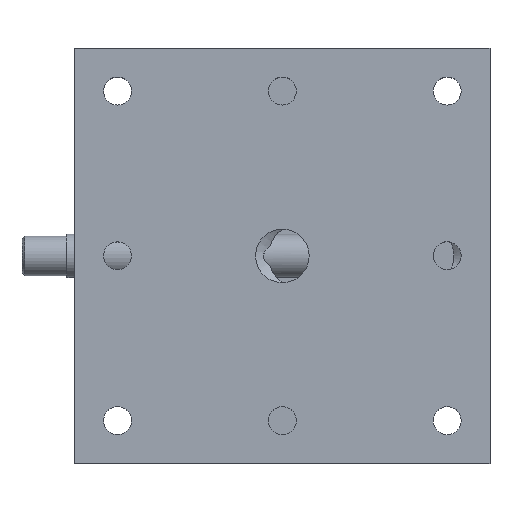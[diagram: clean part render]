
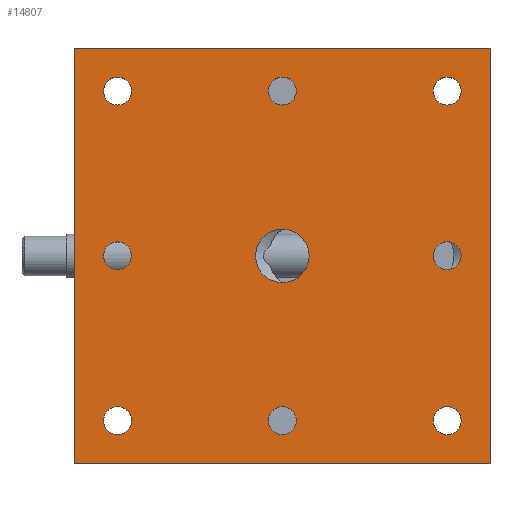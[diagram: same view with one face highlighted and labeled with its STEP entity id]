
A CAD part, top view. The second image highlights one B-rep face of the part: STEP entity #14807.
In plain terms, the highlighted planar face has unit normal (0, 0, 1).
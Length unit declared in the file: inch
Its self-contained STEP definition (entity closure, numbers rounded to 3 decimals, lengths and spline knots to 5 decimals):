
#967=DIRECTION('',(0.,-1.,0.));
#968=VECTOR('',#967,1.5748);
#969=CARTESIAN_POINT('',(0.7874,0.7874,
0.70922));
#970=LINE('',#969,#968);
#1163=DIRECTION('',(-1.,0.,0.));
#1164=VECTOR('',#1163,1.5748);
#1165=CARTESIAN_POINT('',(0.7874,-0.7874,
0.70922));
#1166=LINE('',#1165,#1164);
#1246=CARTESIAN_POINT('',(-0.62534,0.,
0.70922));
#1247=DIRECTION('',(0.,0.,-1.));
#1248=DIRECTION('',(0.,1.,0.));
#1249=AXIS2_PLACEMENT_3D('',#1246,#1247,#1248);
#1254=CARTESIAN_POINT('',(-0.62534,0.,
0.70922));
#1255=DIRECTION('',(0.,0.,-1.));
#1256=DIRECTION('',(0.,-1.,0.));
#1257=AXIS2_PLACEMENT_3D('',#1254,#1255,#1256);
#1262=CARTESIAN_POINT('',(-0.625,-0.625,0.70922));
#1263=DIRECTION('',(0.,0.,-1.));
#1264=DIRECTION('',(0.,1.,0.));
#1265=AXIS2_PLACEMENT_3D('',#1262,#1263,#1264);
#1270=CARTESIAN_POINT('',(-0.625,-0.625,0.70922));
#1271=DIRECTION('',(0.,0.,-1.));
#1272=DIRECTION('',(0.,-1.,0.));
#1273=AXIS2_PLACEMENT_3D('',#1270,#1271,#1272);
#1278=CARTESIAN_POINT('',(0.,-0.625,0.70922));
#1279=DIRECTION('',(0.,0.,-1.));
#1280=DIRECTION('',(0.,1.,0.));
#1281=AXIS2_PLACEMENT_3D('',#1278,#1279,#1280);
#1286=CARTESIAN_POINT('',(0.,-0.625,0.70922));
#1287=DIRECTION('',(0.,0.,-1.));
#1288=DIRECTION('',(0.,-1.,0.));
#1289=AXIS2_PLACEMENT_3D('',#1286,#1287,#1288);
#1294=CARTESIAN_POINT('',(-0.625,0.625,0.70922));
#1295=DIRECTION('',(0.,0.,-1.));
#1296=DIRECTION('',(0.,1.,0.));
#1297=AXIS2_PLACEMENT_3D('',#1294,#1295,#1296);
#1302=CARTESIAN_POINT('',(-0.625,0.625,0.70922));
#1303=DIRECTION('',(0.,0.,-1.));
#1304=DIRECTION('',(0.,-1.,0.));
#1305=AXIS2_PLACEMENT_3D('',#1302,#1303,#1304);
#1310=CARTESIAN_POINT('',(0.,0.625,0.70922));
#1311=DIRECTION('',(0.,0.,-1.));
#1312=DIRECTION('',(0.,1.,0.));
#1313=AXIS2_PLACEMENT_3D('',#1310,#1311,#1312);
#1318=CARTESIAN_POINT('',(0.,0.625,0.70922));
#1319=DIRECTION('',(0.,0.,-1.));
#1320=DIRECTION('',(0.,-1.,0.));
#1321=AXIS2_PLACEMENT_3D('',#1318,#1319,#1320);
#1326=CARTESIAN_POINT('',(0.625,0.0004,0.70922));
#1327=DIRECTION('',(0.,0.,-1.));
#1328=DIRECTION('',(0.,1.,0.));
#1329=AXIS2_PLACEMENT_3D('',#1326,#1327,#1328);
#1334=CARTESIAN_POINT('',(0.625,0.0004,0.70922));
#1335=DIRECTION('',(0.,0.,-1.));
#1336=DIRECTION('',(0.,-1.,0.));
#1337=AXIS2_PLACEMENT_3D('',#1334,#1335,#1336);
#1342=CARTESIAN_POINT('',(0.625,-0.625,0.70922));
#1343=DIRECTION('',(0.,0.,-1.));
#1344=DIRECTION('',(0.,1.,0.));
#1345=AXIS2_PLACEMENT_3D('',#1342,#1343,#1344);
#1350=CARTESIAN_POINT('',(0.625,-0.625,0.70922));
#1351=DIRECTION('',(0.,0.,-1.));
#1352=DIRECTION('',(0.,-1.,0.));
#1353=AXIS2_PLACEMENT_3D('',#1350,#1351,#1352);
#1358=CARTESIAN_POINT('',(0.,0.,0.70922));
#1359=DIRECTION('',(0.,0.,-1.));
#1360=DIRECTION('',(0.,1.,0.));
#1361=AXIS2_PLACEMENT_3D('',#1358,#1359,#1360);
#1366=CARTESIAN_POINT('',(0.,0.,0.70922));
#1367=DIRECTION('',(0.,0.,-1.));
#1368=DIRECTION('',(0.,-1.,0.));
#1369=AXIS2_PLACEMENT_3D('',#1366,#1367,#1368);
#1374=CARTESIAN_POINT('',(0.625,0.625,0.70922));
#1375=DIRECTION('',(0.,0.,-1.));
#1376=DIRECTION('',(0.,1.,0.));
#1377=AXIS2_PLACEMENT_3D('',#1374,#1375,#1376);
#1382=CARTESIAN_POINT('',(0.625,0.625,0.70922));
#1383=DIRECTION('',(0.,0.,-1.));
#1384=DIRECTION('',(0.,-1.,0.));
#1385=AXIS2_PLACEMENT_3D('',#1382,#1383,#1384);
#1390=DIRECTION('',(0.,-1.,0.));
#1391=VECTOR('',#1390,1.5748);
#1392=CARTESIAN_POINT('',(-0.7874,0.7874,
0.70922));
#1393=LINE('',#1392,#1391);
#5339=DIRECTION('',(1.,0.,0.));
#5340=VECTOR('',#5339,1.5748);
#5341=CARTESIAN_POINT('',(-0.7874,0.7874,
0.70922));
#5342=LINE('',#5341,#5340);
#12483=CARTESIAN_POINT('',(0.,0.1015,0.70922));
#12484=VERTEX_POINT('',#12483);
#12583=CARTESIAN_POINT('',(0.,-0.1015,0.70922));
#12584=VERTEX_POINT('',#12583);
#12697=CARTESIAN_POINT('',(-0.62534,-0.053,
0.70922));
#12698=VERTEX_POINT('',#12697);
#12699=CARTESIAN_POINT('',(-0.62534,0.053,
0.70922));
#12700=VERTEX_POINT('',#12699);
#12789=CARTESIAN_POINT('',(0.625,-0.0526,0.70922));
#12790=VERTEX_POINT('',#12789);
#12791=CARTESIAN_POINT('',(0.625,0.0534,0.70922));
#12792=VERTEX_POINT('',#12791);
#12827=CARTESIAN_POINT('',(0.7874,-0.7874,
0.70922));
#12828=VERTEX_POINT('',#12827);
#12877=CARTESIAN_POINT('',(-0.7874,-0.7874,
0.70922));
#12878=VERTEX_POINT('',#12877);
#12894=CARTESIAN_POINT('',(0.7874,0.7874,
0.70922));
#12895=VERTEX_POINT('',#12894);
#12903=CARTESIAN_POINT('',(0.625,0.678,0.70922));
#12905=VERTEX_POINT('',#12903);
#12940=CARTESIAN_POINT('',(-0.7874,0.7874,
0.70922));
#12941=VERTEX_POINT('',#12940);
#12961=CARTESIAN_POINT('',(0.625,-0.572,0.70922));
#12963=VERTEX_POINT('',#12961);
#12966=CARTESIAN_POINT('',(0.625,0.572,0.70922));
#12967=VERTEX_POINT('',#12966);
#13009=CARTESIAN_POINT('',(0.,0.678,0.70922));
#13011=VERTEX_POINT('',#13009);
#13014=CARTESIAN_POINT('',(0.625,-0.678,0.70922));
#13015=VERTEX_POINT('',#13014);
#13045=CARTESIAN_POINT('',(-0.625,-0.572,0.70922));
#13046=CARTESIAN_POINT('',(-0.625,-0.678,0.70922));
#13047=VERTEX_POINT('',#13045);
#13048=VERTEX_POINT('',#13046);
#13070=CARTESIAN_POINT('',(-0.625,0.678,0.70922));
#13071=VERTEX_POINT('',#13070);
#13074=CARTESIAN_POINT('',(0.,0.572,0.70922));
#13075=VERTEX_POINT('',#13074);
#13090=CARTESIAN_POINT('',(0.,-0.572,0.70922));
#13091=CARTESIAN_POINT('',(0.,-0.678,0.70922));
#13092=VERTEX_POINT('',#13090);
#13093=VERTEX_POINT('',#13091);
#13111=CARTESIAN_POINT('',(-0.625,0.572,0.70922));
#13112=VERTEX_POINT('',#13111);
#14742=CARTESIAN_POINT('',(0.7874,0.7874,
0.70922));
#14743=DIRECTION('',(0.,0.,1.));
#14744=DIRECTION('',(0.,-1.,0.));
#14745=AXIS2_PLACEMENT_3D('',#14742,#14743,#14744);
#14746=PLANE('',#14745);
#14748=ORIENTED_EDGE('',*,*,#14747,.T.);
#14749=ORIENTED_EDGE('',*,*,#14587,.T.);
#14750=ORIENTED_EDGE('',*,*,#14674,.T.);
#14752=ORIENTED_EDGE('',*,*,#14751,.F.);
#14753=EDGE_LOOP('',(#14748,#14749,#14750,#14752));
#14754=FACE_OUTER_BOUND('',#14753,.F.);
#14755=ORIENTED_EDGE('',*,*,#14721,.F.);
#14756=ORIENTED_EDGE('',*,*,#14736,.F.);
#14757=EDGE_LOOP('',(#14755,#14756));
#14758=FACE_BOUND('',#14757,.F.);
#14760=ORIENTED_EDGE('',*,*,#14759,.F.);
#14762=ORIENTED_EDGE('',*,*,#14761,.F.);
#14763=EDGE_LOOP('',(#14760,#14762));
#14764=FACE_BOUND('',#14763,.F.);
#14766=ORIENTED_EDGE('',*,*,#14765,.F.);
#14768=ORIENTED_EDGE('',*,*,#14767,.F.);
#14769=EDGE_LOOP('',(#14766,#14768));
#14770=FACE_BOUND('',#14769,.F.);
#14772=ORIENTED_EDGE('',*,*,#14771,.F.);
#14774=ORIENTED_EDGE('',*,*,#14773,.F.);
#14775=EDGE_LOOP('',(#14772,#14774));
#14776=FACE_BOUND('',#14775,.F.);
#14778=ORIENTED_EDGE('',*,*,#14777,.F.);
#14780=ORIENTED_EDGE('',*,*,#14779,.F.);
#14781=EDGE_LOOP('',(#14778,#14780));
#14782=FACE_BOUND('',#14781,.F.);
#14784=ORIENTED_EDGE('',*,*,#14783,.F.);
#14786=ORIENTED_EDGE('',*,*,#14785,.F.);
#14787=EDGE_LOOP('',(#14784,#14786));
#14788=FACE_BOUND('',#14787,.F.);
#14790=ORIENTED_EDGE('',*,*,#14789,.F.);
#14792=ORIENTED_EDGE('',*,*,#14791,.F.);
#14793=EDGE_LOOP('',(#14790,#14792));
#14794=FACE_BOUND('',#14793,.F.);
#14796=ORIENTED_EDGE('',*,*,#14795,.F.);
#14798=ORIENTED_EDGE('',*,*,#14797,.F.);
#14799=EDGE_LOOP('',(#14796,#14798));
#14800=FACE_BOUND('',#14799,.F.);
#14802=ORIENTED_EDGE('',*,*,#14801,.F.);
#14804=ORIENTED_EDGE('',*,*,#14803,.F.);
#14805=EDGE_LOOP('',(#14802,#14804));
#14806=FACE_BOUND('',#14805,.F.);
#1250=CIRCLE('',#1249,0.053);
#1258=CIRCLE('',#1257,0.053);
#1266=CIRCLE('',#1265,0.053);
#1274=CIRCLE('',#1273,0.053);
#1282=CIRCLE('',#1281,0.053);
#1290=CIRCLE('',#1289,0.053);
#1298=CIRCLE('',#1297,0.053);
#1306=CIRCLE('',#1305,0.053);
#1314=CIRCLE('',#1313,0.053);
#1322=CIRCLE('',#1321,0.053);
#1330=CIRCLE('',#1329,0.053);
#1338=CIRCLE('',#1337,0.053);
#1346=CIRCLE('',#1345,0.053);
#1354=CIRCLE('',#1353,0.053);
#1362=CIRCLE('',#1361,0.1015);
#1370=CIRCLE('',#1369,0.1015);
#1378=CIRCLE('',#1377,0.053);
#1386=CIRCLE('',#1385,0.053);
#14587=EDGE_CURVE('',#12895,#12828,#970,.T.);
#14674=EDGE_CURVE('',#12828,#12878,#1166,.T.);
#14721=EDGE_CURVE('',#13047,#13048,#1266,.T.);
#14736=EDGE_CURVE('',#13048,#13047,#1274,.T.);
#14747=EDGE_CURVE('',#12941,#12895,#5342,.T.);
#14751=EDGE_CURVE('',#12941,#12878,#1393,.T.);
#14759=EDGE_CURVE('',#13092,#13093,#1282,.T.);
#14761=EDGE_CURVE('',#13093,#13092,#1290,.T.);
#14765=EDGE_CURVE('',#13071,#13112,#1298,.T.);
#14767=EDGE_CURVE('',#13112,#13071,#1306,.T.);
#14771=EDGE_CURVE('',#13011,#13075,#1314,.T.);
#14773=EDGE_CURVE('',#13075,#13011,#1322,.T.);
#14777=EDGE_CURVE('',#12792,#12790,#1330,.T.);
#14779=EDGE_CURVE('',#12790,#12792,#1338,.T.);
#14783=EDGE_CURVE('',#12963,#13015,#1346,.T.);
#14785=EDGE_CURVE('',#13015,#12963,#1354,.T.);
#14789=EDGE_CURVE('',#12484,#12584,#1362,.T.);
#14791=EDGE_CURVE('',#12584,#12484,#1370,.T.);
#14795=EDGE_CURVE('',#12905,#12967,#1378,.T.);
#14797=EDGE_CURVE('',#12967,#12905,#1386,.T.);
#14801=EDGE_CURVE('',#12700,#12698,#1250,.T.);
#14803=EDGE_CURVE('',#12698,#12700,#1258,.T.);
#14807=ADVANCED_FACE('',(#14754,#14758,#14764,#14770,#14776,#14782,#14788,
#14794,#14800,#14806),#14746,.T.);
